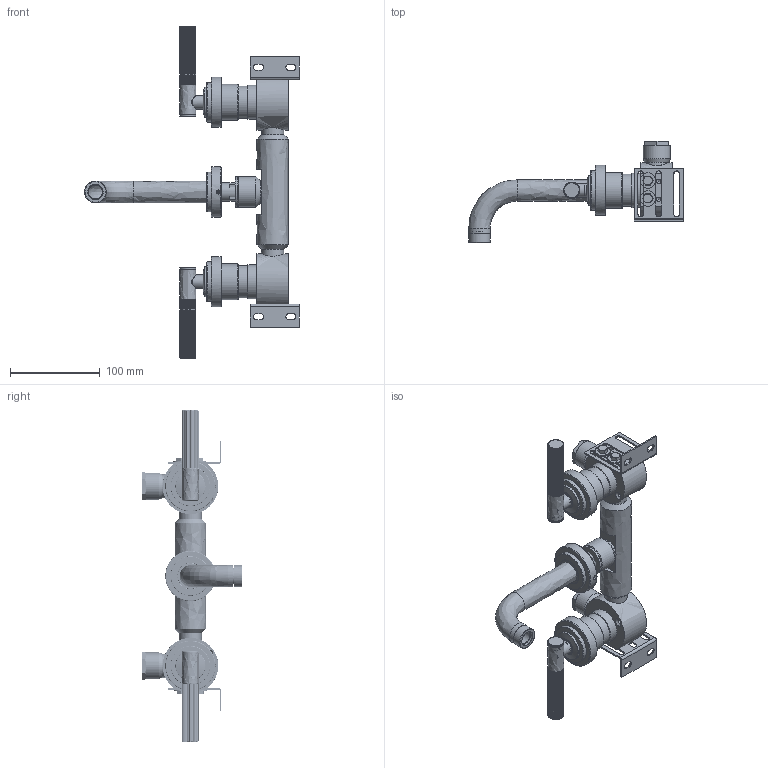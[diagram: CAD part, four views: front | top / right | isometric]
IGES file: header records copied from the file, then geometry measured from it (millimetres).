
Global section: file name: LANDMARK THINNER SPOUTS EXPORTV7K17S-1LL; native system: Autodesk Inventor 2020; preprocessor: unknown; author: clarkin; date: 20221127.042433; units: millimetre
Bounding box: 239.3 x 112.5 x 370 mm (x, y, z)
Volume: 581329.9 mm3; surface area: 291509.7 mm2
Topology: 79 solids, 79 shells, 2469 faces, 6610 edges, 4441 vertices
Faces by surface type: bspline 2469
